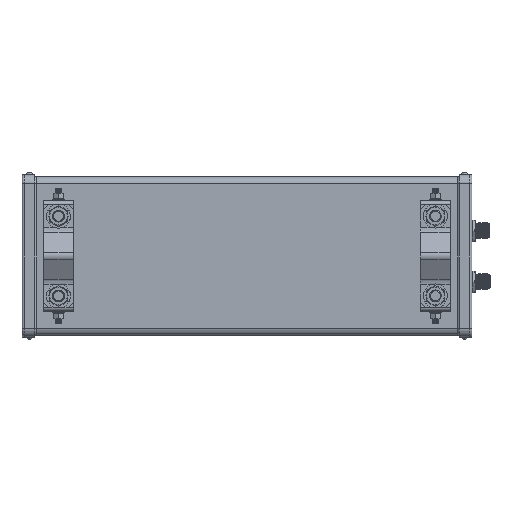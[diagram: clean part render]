
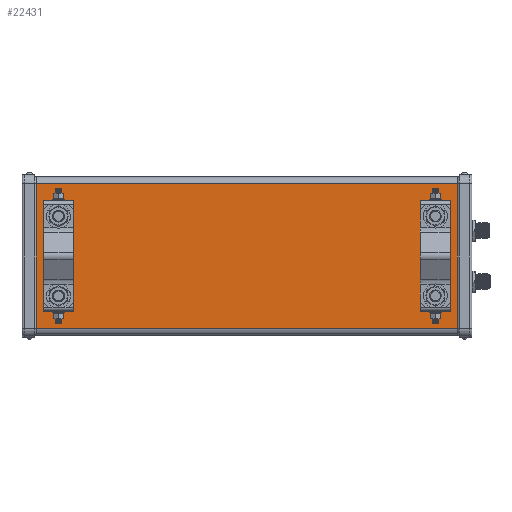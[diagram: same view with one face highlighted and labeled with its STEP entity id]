
A CAD part, front view. The second image highlights one B-rep face of the part: STEP entity #22431.
In plain terms, the highlighted planar face has unit normal (0, -1, 0).
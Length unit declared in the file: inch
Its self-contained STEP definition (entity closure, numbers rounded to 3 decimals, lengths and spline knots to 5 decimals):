
#20073 = VERTEX_POINT ( 'NONE', #39135 ) ;
#20160 = VERTEX_POINT ( 'NONE', #39229 ) ;
#20162 = VERTEX_POINT ( 'NONE', #39216 ) ;
#20293 = VERTEX_POINT ( 'NONE', #39331 ) ;
#20296 = EDGE_CURVE ( 'NONE', #20073, #20293, #39385, .T. ) ;
#20333 = EDGE_CURVE ( 'NONE', #20160, #20162, #39363, .T. ) ;
#20376 = EDGE_CURVE ( 'NONE', #20392, #20386, #39425, .T. ) ;
#20386 = VERTEX_POINT ( 'NONE', #39469 ) ;
#20392 = VERTEX_POINT ( 'NONE', #39468 ) ;
#20421 = VERTEX_POINT ( 'NONE', #39457 ) ;
#20469 = VERTEX_POINT ( 'NONE', #39528 ) ;
#20475 = EDGE_CURVE ( 'NONE', #20421, #20469, #39529, .T. ) ;
#22088 = EDGE_LOOP ( 'NONE', ( #22499, #22532 ) ) ;
#22108 = ORIENTED_EDGE ( 'NONE', *, *, #20296, .F. ) ;
#22379 = EDGE_CURVE ( 'NONE', #22381, #22383, #41707, .T. ) ;
#22381 = VERTEX_POINT ( 'NONE', #41643 ) ;
#22383 = VERTEX_POINT ( 'NONE', #41642 ) ;
#22412 = EDGE_LOOP ( 'NONE', ( #22437, #22486 ) ) ;
#22421 = EDGE_CURVE ( 'NONE', #22509, #22381, #41699, .T. ) ;
#22423 = EDGE_CURVE ( 'NONE', #22383, #22522, #41718, .T. ) ;
#22431 = ADVANCED_FACE ( 'NONE', ( #41722, #41720, #41713, #41711, #41710 ), #41721, .T. ) ;
#22437 = ORIENTED_EDGE ( 'NONE', *, *, #22439, .F. ) ;
#22439 = EDGE_CURVE ( 'NONE', #20162, #20160, #41727, .T. ) ;
#22444 = EDGE_CURVE ( 'NONE', #20293, #20073, #41676, .T. ) ;
#22463 = ORIENTED_EDGE ( 'NONE', *, *, #22444, .F. ) ;
#22466 = EDGE_LOOP ( 'NONE', ( #22463, #22108 ) ) ;
#22486 = ORIENTED_EDGE ( 'NONE', *, *, #20333, .F. ) ;
#22499 = ORIENTED_EDGE ( 'NONE', *, *, #22505, .F. ) ;
#22500 = ORIENTED_EDGE ( 'NONE', *, *, #22564, .F. ) ;
#22505 = EDGE_CURVE ( 'NONE', #20386, #20392, #41773, .T. ) ;
#22509 = VERTEX_POINT ( 'NONE', #41826 ) ;
#22512 = EDGE_LOOP ( 'NONE', ( #22500, #22598, #22518, #22612 ) ) ;
#22518 = ORIENTED_EDGE ( 'NONE', *, *, #22379, .T. ) ;
#22522 = VERTEX_POINT ( 'NONE', #41827 ) ;
#22532 = ORIENTED_EDGE ( 'NONE', *, *, #20376, .F. ) ;
#22534 = EDGE_CURVE ( 'NONE', #20469, #20421, #41825, .T. ) ;
#22540 = EDGE_LOOP ( 'NONE', ( #22550, #22544 ) ) ;
#22544 = ORIENTED_EDGE ( 'NONE', *, *, #20475, .F. ) ;
#22550 = ORIENTED_EDGE ( 'NONE', *, *, #22534, .F. ) ;
#22564 = EDGE_CURVE ( 'NONE', #22509, #22522, #41861, .T. ) ;
#22598 = ORIENTED_EDGE ( 'NONE', *, *, #22421, .T. ) ;
#22612 = ORIENTED_EDGE ( 'NONE', *, *, #22423, .T. ) ;
#39135 = CARTESIAN_POINT ( 'NONE',  ( 7.435, 0.1, 1.6998 ) ) ;
#39216 = CARTESIAN_POINT ( 'NONE',  ( -7.435, 0.1, -1.6998 ) ) ;
#39229 = CARTESIAN_POINT ( 'NONE',  ( -7.435, 0.1, -1.4498 ) ) ;
#39331 = CARTESIAN_POINT ( 'NONE',  ( 7.435, 0.1, 1.4498 ) ) ;
#39363 = CIRCLE ( 'NONE', #39419, 0.125 ) ;
#39379 = DIRECTION ( 'NONE',  ( 0., 0., -1. ) ) ;
#39380 = DIRECTION ( 'NONE',  ( 0., -1., 0. ) ) ;
#39381 = AXIS2_PLACEMENT_3D ( 'NONE', #39391, #39380, #39379 ) ;
#39385 = CIRCLE ( 'NONE', #39381, 0.125 ) ;
#39391 = CARTESIAN_POINT ( 'NONE',  ( 7.435, 0.1, 1.5748 ) ) ;
#39402 = DIRECTION ( 'NONE',  ( 0., 0., 1. ) ) ;
#39403 = DIRECTION ( 'NONE',  ( 0., -1., 0. ) ) ;
#39404 = CARTESIAN_POINT ( 'NONE',  ( -7.435, 0.1, -1.5748 ) ) ;
#39419 = AXIS2_PLACEMENT_3D ( 'NONE', #39404, #39403, #39402 ) ;
#39425 = CIRCLE ( 'NONE', #39430, 0.125 ) ;
#39430 = AXIS2_PLACEMENT_3D ( 'NONE', #39435, #39471, #39470 ) ;
#39435 = CARTESIAN_POINT ( 'NONE',  ( 7.435, 0.1, -1.5748 ) ) ;
#39457 = CARTESIAN_POINT ( 'NONE',  ( -7.435, 0.1, 1.6998 ) ) ;
#39468 = CARTESIAN_POINT ( 'NONE',  ( 7.435, 0.1, -1.4498 ) ) ;
#39469 = CARTESIAN_POINT ( 'NONE',  ( 7.435, 0.1, -1.6998 ) ) ;
#39470 = DIRECTION ( 'NONE',  ( 0., 0., -1. ) ) ;
#39471 = DIRECTION ( 'NONE',  ( 0., -1., 0. ) ) ;
#39518 = CARTESIAN_POINT ( 'NONE',  ( -7.435, 0.1, 1.5748 ) ) ;
#39528 = CARTESIAN_POINT ( 'NONE',  ( -7.435, 0.1, 1.4498 ) ) ;
#39529 = CIRCLE ( 'NONE', #39577, 0.125 ) ;
#39575 = DIRECTION ( 'NONE',  ( 0., 0., 1. ) ) ;
#39576 = DIRECTION ( 'NONE',  ( 0., -1., 0. ) ) ;
#39577 = AXIS2_PLACEMENT_3D ( 'NONE', #39518, #39576, #39575 ) ;
#41642 = CARTESIAN_POINT ( 'NONE',  ( 8.305, 0.1, -2.84375 ) ) ;
#41643 = CARTESIAN_POINT ( 'NONE',  ( -8.305, 0.1, -2.84375 ) ) ;
#41676 = CIRCLE ( 'NONE', #41752, 0.125 ) ;
#41699 = LINE ( 'NONE', #41730, #41723 ) ;
#41702 = DIRECTION ( 'NONE',  ( 1., 0., 0. ) ) ;
#41703 = VECTOR ( 'NONE', #41702, 39.37008 ) ;
#41704 = CARTESIAN_POINT ( 'NONE',  ( -8.375, 0.1, -2.84375 ) ) ;
#41707 = LINE ( 'NONE', #41704, #41703 ) ;
#41710 = FACE_OUTER_BOUND ( 'NONE', #22512, .T. ) ;
#41711 = FACE_BOUND ( 'NONE', #22540, .T. ) ;
#41713 = FACE_BOUND ( 'NONE', #22088, .T. ) ;
#41715 = DIRECTION ( 'NONE',  ( 0., 0., 1. ) ) ;
#41716 = VECTOR ( 'NONE', #41715, 39.37008 ) ;
#41717 = CARTESIAN_POINT ( 'NONE',  ( 8.305, 0.1, 2.84375 ) ) ;
#41718 = LINE ( 'NONE', #41717, #41716 ) ;
#41720 = FACE_BOUND ( 'NONE', #22466, .T. ) ;
#41721 = PLANE ( 'NONE',  #41731 ) ;
#41722 = FACE_BOUND ( 'NONE', #22412, .T. ) ;
#41723 = VECTOR ( 'NONE', #41729, 39.37008 ) ;
#41727 = CIRCLE ( 'NONE', #41764, 0.125 ) ;
#41729 = DIRECTION ( 'NONE',  ( 0., 0., -1. ) ) ;
#41730 = CARTESIAN_POINT ( 'NONE',  ( -8.305, 0.1, 2.84375 ) ) ;
#41731 = AXIS2_PLACEMENT_3D ( 'NONE', #41769, #41768, #41767 ) ;
#41748 = DIRECTION ( 'NONE',  ( 0., 0., -1. ) ) ;
#41750 = DIRECTION ( 'NONE',  ( 0., -1., 0. ) ) ;
#41751 = CARTESIAN_POINT ( 'NONE',  ( 7.435, 0.1, 1.5748 ) ) ;
#41752 = AXIS2_PLACEMENT_3D ( 'NONE', #41751, #41750, #41748 ) ;
#41762 = DIRECTION ( 'NONE',  ( 0., 0., 1. ) ) ;
#41763 = DIRECTION ( 'NONE',  ( 0., -1., 0. ) ) ;
#41764 = AXIS2_PLACEMENT_3D ( 'NONE', #41770, #41763, #41762 ) ;
#41767 = DIRECTION ( 'NONE',  ( 0., 0., -1. ) ) ;
#41768 = DIRECTION ( 'NONE',  ( 0., -1., 0. ) ) ;
#41769 = CARTESIAN_POINT ( 'NONE',  ( -8.375, 0.1, 2.84375 ) ) ;
#41770 = CARTESIAN_POINT ( 'NONE',  ( -7.435, 0.1, -1.5748 ) ) ;
#41773 = CIRCLE ( 'NONE', #41824, 0.125 ) ;
#41781 = CARTESIAN_POINT ( 'NONE',  ( 7.435, 0.1, -1.5748 ) ) ;
#41783 = CARTESIAN_POINT ( 'NONE',  ( -7.435, 0.1, 1.5748 ) ) ;
#41815 = DIRECTION ( 'NONE',  ( 0., 0., 1. ) ) ;
#41816 = DIRECTION ( 'NONE',  ( 0., -1., 0. ) ) ;
#41817 = AXIS2_PLACEMENT_3D ( 'NONE', #41783, #41816, #41815 ) ;
#41822 = DIRECTION ( 'NONE',  ( 0., 0., -1. ) ) ;
#41823 = DIRECTION ( 'NONE',  ( 0., -1., 0. ) ) ;
#41824 = AXIS2_PLACEMENT_3D ( 'NONE', #41781, #41823, #41822 ) ;
#41825 = CIRCLE ( 'NONE', #41817, 0.125 ) ;
#41826 = CARTESIAN_POINT ( 'NONE',  ( -8.305, 0.1, 2.84375 ) ) ;
#41827 = CARTESIAN_POINT ( 'NONE',  ( 8.305, 0.1, 2.84375 ) ) ;
#41848 = DIRECTION ( 'NONE',  ( 1., 0., 0. ) ) ;
#41853 = VECTOR ( 'NONE', #41848, 39.37008 ) ;
#41860 = CARTESIAN_POINT ( 'NONE',  ( -8.375, 0.1, 2.84375 ) ) ;
#41861 = LINE ( 'NONE', #41860, #41853 ) ;
